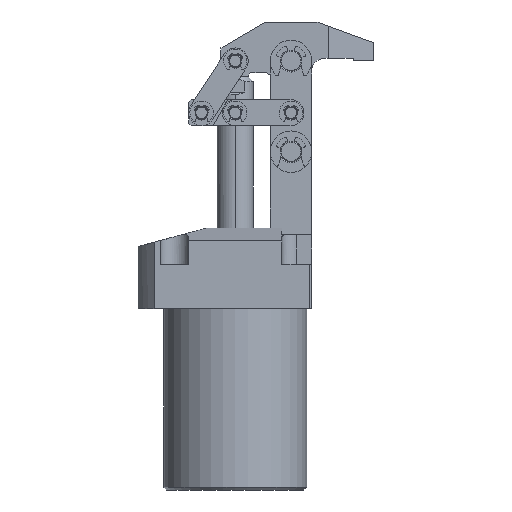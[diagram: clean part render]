
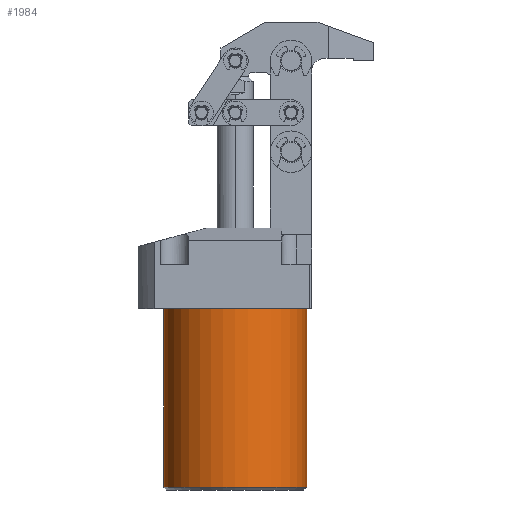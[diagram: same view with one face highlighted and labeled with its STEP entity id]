
A CAD part, front view. The second image highlights one B-rep face of the part: STEP entity #1984.
In plain terms, the highlighted cylindrical face has radius 27.5 mm (diameter 55 mm), a partial arc.
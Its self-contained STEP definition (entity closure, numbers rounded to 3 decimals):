
#466 = EDGE_CURVE ( 'NONE', #11190, #8603, #6505, .T. ) ;
#468 = EDGE_CURVE ( 'NONE', #11194, #8606, #6498, .T. ) ;
#1838 = AXIS2_PLACEMENT_3D ( 'NONE', #6560, #6561, #6562 ) ;
#1861 = AXIS2_PLACEMENT_3D ( 'NONE', #3147, #3148, #3149 ) ;
#1984 = ADVANCED_FACE ( 'NONE', ( #9809 ), #9799, .T. ) ;
#2872 = ORIENTED_EDGE ( 'NONE', *, *, #468, .T. ) ;
#2874 = ORIENTED_EDGE ( 'NONE', *, *, #10624, .T. ) ;
#2876 = ORIENTED_EDGE ( 'NONE', *, *, #466, .F. ) ;
#2877 = ORIENTED_EDGE ( 'NONE', *, *, #10484, .T. ) ;
#3120 = DIRECTION ( 'NONE',  ( 0., 0., 1. ) ) ;
#3121 = CARTESIAN_POINT ( 'NONE',  ( -27.5, 0., -70. ) ) ;
#3125 = CARTESIAN_POINT ( 'NONE',  ( 27.5, 0., -70. ) ) ;
#3126 = DIRECTION ( 'NONE',  ( 0., 0., 1. ) ) ;
#3147 = CARTESIAN_POINT ( 'NONE',  ( 0., 0., 0. ) ) ;
#3148 = DIRECTION ( 'NONE',  ( 0., 0., -1. ) ) ;
#3149 = DIRECTION ( 'NONE',  ( 1., 0., 0. ) ) ;
#3524 = CARTESIAN_POINT ( 'NONE',  ( -27.5, 0., -69. ) ) ;
#3525 = CARTESIAN_POINT ( 'NONE',  ( 27.5, 0., -69. ) ) ;
#4437 = CIRCLE ( 'NONE', #1838, 27.5 ) ;
#6496 = VECTOR ( 'NONE', #3120, 1000. ) ;
#6498 = LINE ( 'NONE', #3125, #6496 ) ;
#6499 = VECTOR ( 'NONE', #3126, 1000. ) ;
#6505 = LINE ( 'NONE', #3121, #6499 ) ;
#6560 = CARTESIAN_POINT ( 'NONE',  ( 0., 0., -69. ) ) ;
#6561 = DIRECTION ( 'NONE',  ( 0., 0., 1. ) ) ;
#6562 = DIRECTION ( 'NONE',  ( -1., 0., 0. ) ) ;
#8603 = VERTEX_POINT ( 'NONE', #11582 ) ;
#8606 = VERTEX_POINT ( 'NONE', #11585 ) ;
#8768 = AXIS2_PLACEMENT_3D ( 'NONE', #11758, #11756, #11754 ) ;
#9799 = CYLINDRICAL_SURFACE ( 'NONE', #8768, 27.5 ) ;
#9809 = FACE_OUTER_BOUND ( 'NONE', #11109, .T. ) ;
#10484 = EDGE_CURVE ( 'NONE', #11190, #11194, #4437, .T. ) ;
#10624 = EDGE_CURVE ( 'NONE', #8606, #8603, #14318, .T. ) ;
#11109 = EDGE_LOOP ( 'NONE', ( #2876, #2877, #2872, #2874 ) ) ;
#11190 = VERTEX_POINT ( 'NONE', #3524 ) ;
#11194 = VERTEX_POINT ( 'NONE', #3525 ) ;
#11582 = CARTESIAN_POINT ( 'NONE',  ( -27.5, 0., 0. ) ) ;
#11585 = CARTESIAN_POINT ( 'NONE',  ( 27.5, 0., 0. ) ) ;
#11754 = DIRECTION ( 'NONE',  ( 1., 0., 0. ) ) ;
#11756 = DIRECTION ( 'NONE',  ( 0., 0., 1. ) ) ;
#11758 = CARTESIAN_POINT ( 'NONE',  ( 0., 0., -70. ) ) ;
#14318 = CIRCLE ( 'NONE', #1861, 27.5 ) ;
